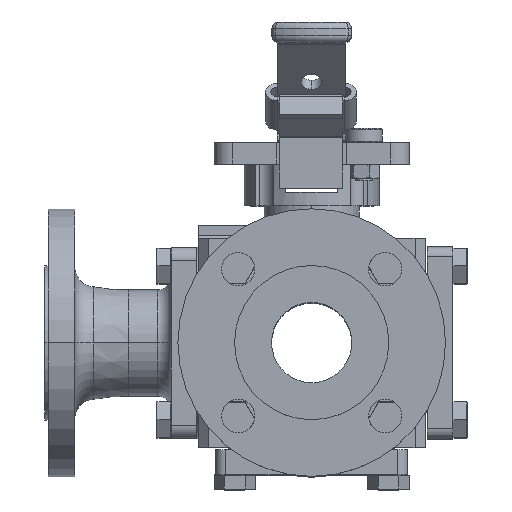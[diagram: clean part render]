
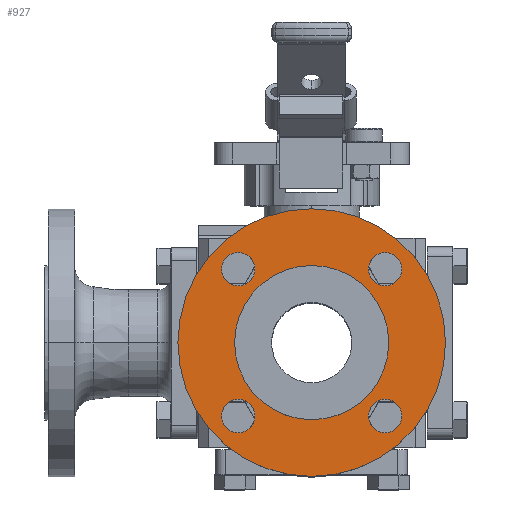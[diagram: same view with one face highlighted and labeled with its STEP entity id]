
A CAD part, top view. The second image highlights one B-rep face of the part: STEP entity #927.
In plain terms, the highlighted planar face has unit normal (0, 0, 1).
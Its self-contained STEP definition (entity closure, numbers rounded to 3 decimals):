
#442 = DIRECTION ( 'NONE',  ( 1., 0., 0. ) ) ;
#544 = CIRCLE ( 'NONE', #11626, 7.938 ) ;
#654 = EDGE_CURVE ( 'NONE', #22608, #16422, #13339, .T. ) ;
#927 = ADVANCED_FACE ( 'NONE', ( #22233, #5303, #14112, #26568, #25232, #16421 ), #11241, .T. ) ;
#1075 = CARTESIAN_POINT ( 'NONE',  ( 42.781, 34.843, 125.908 ) ) ;
#1532 = DIRECTION ( 'NONE',  ( 0., 0., 1. ) ) ;
#1577 = EDGE_CURVE ( 'NONE', #22463, #1761, #25352, .T. ) ;
#1739 = DIRECTION ( 'NONE',  ( 0., 0., 1. ) ) ;
#1761 = VERTEX_POINT ( 'NONE', #27443 ) ;
#2162 = ORIENTED_EDGE ( 'NONE', *, *, #5231, .F. ) ;
#2293 = DIRECTION ( 'NONE',  ( 0., 0., 1. ) ) ;
#2489 = CARTESIAN_POINT ( 'NONE',  ( 0., 0., 125.908 ) ) ;
#2609 = VERTEX_POINT ( 'NONE', #16267 ) ;
#3082 = ORIENTED_EDGE ( 'NONE', *, *, #654, .T. ) ;
#3358 = CARTESIAN_POINT ( 'NONE',  ( -34.843, -34.843, 125.908 ) ) ;
#3436 = AXIS2_PLACEMENT_3D ( 'NONE', #2489, #17934, #20218 ) ;
#3643 = VERTEX_POINT ( 'NONE', #25841 ) ;
#3695 = EDGE_CURVE ( 'NONE', #3643, #14679, #8509, .T. ) ;
#4098 = EDGE_CURVE ( 'NONE', #9546, #8898, #9958, .T. ) ;
#4464 = EDGE_LOOP ( 'NONE', ( #24696, #8275 ) ) ;
#4783 = EDGE_LOOP ( 'NONE', ( #28143, #3082 ) ) ;
#4882 = CARTESIAN_POINT ( 'NONE',  ( 34.843, -34.843, 125.908 ) ) ;
#5078 = CARTESIAN_POINT ( 'NONE',  ( 26.906, 34.843, 125.908 ) ) ;
#5231 = EDGE_CURVE ( 'NONE', #8589, #11869, #544, .T. ) ;
#5299 = AXIS2_PLACEMENT_3D ( 'NONE', #25259, #13160, #27283 ) ;
#5303 = FACE_BOUND ( 'NONE', #16939, .T. ) ;
#5806 = DIRECTION ( 'NONE',  ( 0., 0., 1. ) ) ;
#5965 = ORIENTED_EDGE ( 'NONE', *, *, #1577, .F. ) ;
#5966 = AXIS2_PLACEMENT_3D ( 'NONE', #6812, #24457, #442 ) ;
#6216 = AXIS2_PLACEMENT_3D ( 'NONE', #18174, #2293, #11381 ) ;
#6426 = ORIENTED_EDGE ( 'NONE', *, *, #23853, .F. ) ;
#6789 = DIRECTION ( 'NONE',  ( 0., 0., 1. ) ) ;
#6812 = CARTESIAN_POINT ( 'NONE',  ( 0., 0., 125.908 ) ) ;
#6829 = CIRCLE ( 'NONE', #14208, 7.938 ) ;
#7587 = CARTESIAN_POINT ( 'NONE',  ( 42.781, -34.843, 125.908 ) ) ;
#8275 = ORIENTED_EDGE ( 'NONE', *, *, #12232, .F. ) ;
#8509 = CIRCLE ( 'NONE', #6216, 7.938 ) ;
#8529 = DIRECTION ( 'NONE',  ( 0., 1., 0. ) ) ;
#8589 = VERTEX_POINT ( 'NONE', #9777 ) ;
#8781 = AXIS2_PLACEMENT_3D ( 'NONE', #24512, #22328, #18278 ) ;
#8898 = VERTEX_POINT ( 'NONE', #5078 ) ;
#8965 = DIRECTION ( 'NONE',  ( 0., 0., 1. ) ) ;
#9245 = CARTESIAN_POINT ( 'NONE',  ( -63.5, 0., 125.908 ) ) ;
#9271 = CARTESIAN_POINT ( 'NONE',  ( 63.5, 0., 125.908 ) ) ;
#9456 = EDGE_CURVE ( 'NONE', #2609, #24158, #13878, .T. ) ;
#9546 = VERTEX_POINT ( 'NONE', #1075 ) ;
#9777 = CARTESIAN_POINT ( 'NONE',  ( -42.781, -34.843, 125.908 ) ) ;
#9839 = CIRCLE ( 'NONE', #16295, 7.938 ) ;
#9958 = CIRCLE ( 'NONE', #20074, 7.938 ) ;
#10728 = EDGE_CURVE ( 'NONE', #1761, #22463, #9839, .T. ) ;
#10740 = ORIENTED_EDGE ( 'NONE', *, *, #19130, .F. ) ;
#11241 = PLANE ( 'NONE',  #18826 ) ;
#11243 = EDGE_CURVE ( 'NONE', #24158, #2609, #28340, .T. ) ;
#11250 = DIRECTION ( 'NONE',  ( 0., -1., 0. ) ) ;
#11381 = DIRECTION ( 'NONE',  ( 1., 0., 0. ) ) ;
#11626 = AXIS2_PLACEMENT_3D ( 'NONE', #23894, #14918, #8529 ) ;
#11857 = DIRECTION ( 'NONE',  ( 1., 0., 0. ) ) ;
#11869 = VERTEX_POINT ( 'NONE', #12081 ) ;
#11888 = EDGE_LOOP ( 'NONE', ( #19502, #21899 ) ) ;
#12081 = CARTESIAN_POINT ( 'NONE',  ( -26.906, -34.843, 125.908 ) ) ;
#12232 = EDGE_CURVE ( 'NONE', #8898, #9546, #16918, .T. ) ;
#13074 = CARTESIAN_POINT ( 'NONE',  ( -36.576, 0., 125.908 ) ) ;
#13135 = DIRECTION ( 'NONE',  ( -1., 0., 0. ) ) ;
#13160 = DIRECTION ( 'NONE',  ( 0., 0., 1. ) ) ;
#13196 = AXIS2_PLACEMENT_3D ( 'NONE', #16625, #25429, #11857 ) ;
#13339 = CIRCLE ( 'NONE', #5966, 63.5 ) ;
#13390 = DIRECTION ( 'NONE',  ( 0., 0., 1. ) ) ;
#13878 = CIRCLE ( 'NONE', #8781, 36.576 ) ;
#14112 = FACE_BOUND ( 'NONE', #4464, .T. ) ;
#14208 = AXIS2_PLACEMENT_3D ( 'NONE', #3358, #5806, #27492 ) ;
#14679 = VERTEX_POINT ( 'NONE', #24470 ) ;
#14918 = DIRECTION ( 'NONE',  ( 0., 0., 1. ) ) ;
#16105 = EDGE_LOOP ( 'NONE', ( #6426, #2162 ) ) ;
#16176 = CARTESIAN_POINT ( 'NONE',  ( 34.843, 34.843, 125.908 ) ) ;
#16267 = CARTESIAN_POINT ( 'NONE',  ( 36.576, 0., 125.908 ) ) ;
#16295 = AXIS2_PLACEMENT_3D ( 'NONE', #4882, #13390, #20165 ) ;
#16421 = FACE_BOUND ( 'NONE', #11888, .T. ) ;
#16422 = VERTEX_POINT ( 'NONE', #9245 ) ;
#16481 = AXIS2_PLACEMENT_3D ( 'NONE', #16176, #6789, #11250 ) ;
#16625 = CARTESIAN_POINT ( 'NONE',  ( -34.843, 34.843, 125.908 ) ) ;
#16702 = DIRECTION ( 'NONE',  ( 1., 0., 0. ) ) ;
#16918 = CIRCLE ( 'NONE', #16481, 7.938 ) ;
#16939 = EDGE_LOOP ( 'NONE', ( #5965, #17128 ) ) ;
#17128 = ORIENTED_EDGE ( 'NONE', *, *, #10728, .F. ) ;
#17934 = DIRECTION ( 'NONE',  ( 0., 0., 1. ) ) ;
#17966 = AXIS2_PLACEMENT_3D ( 'NONE', #28322, #1739, #13135 ) ;
#18174 = CARTESIAN_POINT ( 'NONE',  ( -34.843, 34.843, 125.908 ) ) ;
#18278 = DIRECTION ( 'NONE',  ( 1., 0., 0. ) ) ;
#18305 = EDGE_CURVE ( 'NONE', #16422, #22608, #23296, .T. ) ;
#18826 = AXIS2_PLACEMENT_3D ( 'NONE', #25788, #1532, #16702 ) ;
#19130 = EDGE_CURVE ( 'NONE', #14679, #3643, #25219, .T. ) ;
#19502 = ORIENTED_EDGE ( 'NONE', *, *, #11243, .F. ) ;
#20074 = AXIS2_PLACEMENT_3D ( 'NONE', #22261, #8965, #26596 ) ;
#20165 = DIRECTION ( 'NONE',  ( -1., 0., 0. ) ) ;
#20218 = DIRECTION ( 'NONE',  ( 1., 0., 0. ) ) ;
#21256 = ORIENTED_EDGE ( 'NONE', *, *, #3695, .F. ) ;
#21899 = ORIENTED_EDGE ( 'NONE', *, *, #9456, .F. ) ;
#22233 = FACE_BOUND ( 'NONE', #16105, .T. ) ;
#22261 = CARTESIAN_POINT ( 'NONE',  ( 34.843, 34.843, 125.908 ) ) ;
#22328 = DIRECTION ( 'NONE',  ( 0., 0., 1. ) ) ;
#22463 = VERTEX_POINT ( 'NONE', #7587 ) ;
#22608 = VERTEX_POINT ( 'NONE', #9271 ) ;
#22825 = EDGE_LOOP ( 'NONE', ( #10740, #21256 ) ) ;
#23296 = CIRCLE ( 'NONE', #5299, 63.5 ) ;
#23853 = EDGE_CURVE ( 'NONE', #11869, #8589, #6829, .T. ) ;
#23894 = CARTESIAN_POINT ( 'NONE',  ( -34.843, -34.843, 125.908 ) ) ;
#24158 = VERTEX_POINT ( 'NONE', #13074 ) ;
#24457 = DIRECTION ( 'NONE',  ( 0., 0., 1. ) ) ;
#24470 = CARTESIAN_POINT ( 'NONE',  ( -26.906, 34.843, 125.908 ) ) ;
#24512 = CARTESIAN_POINT ( 'NONE',  ( 0., 0., 125.908 ) ) ;
#24696 = ORIENTED_EDGE ( 'NONE', *, *, #4098, .F. ) ;
#25219 = CIRCLE ( 'NONE', #13196, 7.938 ) ;
#25232 = FACE_OUTER_BOUND ( 'NONE', #4783, .T. ) ;
#25259 = CARTESIAN_POINT ( 'NONE',  ( 0., 0., 125.908 ) ) ;
#25352 = CIRCLE ( 'NONE', #17966, 7.938 ) ;
#25429 = DIRECTION ( 'NONE',  ( 0., 0., 1. ) ) ;
#25788 = CARTESIAN_POINT ( 'NONE',  ( 0., 0., 125.908 ) ) ;
#25841 = CARTESIAN_POINT ( 'NONE',  ( -42.781, 34.843, 125.908 ) ) ;
#26568 = FACE_BOUND ( 'NONE', #22825, .T. ) ;
#26596 = DIRECTION ( 'NONE',  ( 0., -1., 0. ) ) ;
#27283 = DIRECTION ( 'NONE',  ( 1., 0., 0. ) ) ;
#27443 = CARTESIAN_POINT ( 'NONE',  ( 26.906, -34.843, 125.908 ) ) ;
#27492 = DIRECTION ( 'NONE',  ( 0., 1., 0. ) ) ;
#28143 = ORIENTED_EDGE ( 'NONE', *, *, #18305, .T. ) ;
#28322 = CARTESIAN_POINT ( 'NONE',  ( 34.843, -34.843, 125.908 ) ) ;
#28340 = CIRCLE ( 'NONE', #3436, 36.576 ) ;
